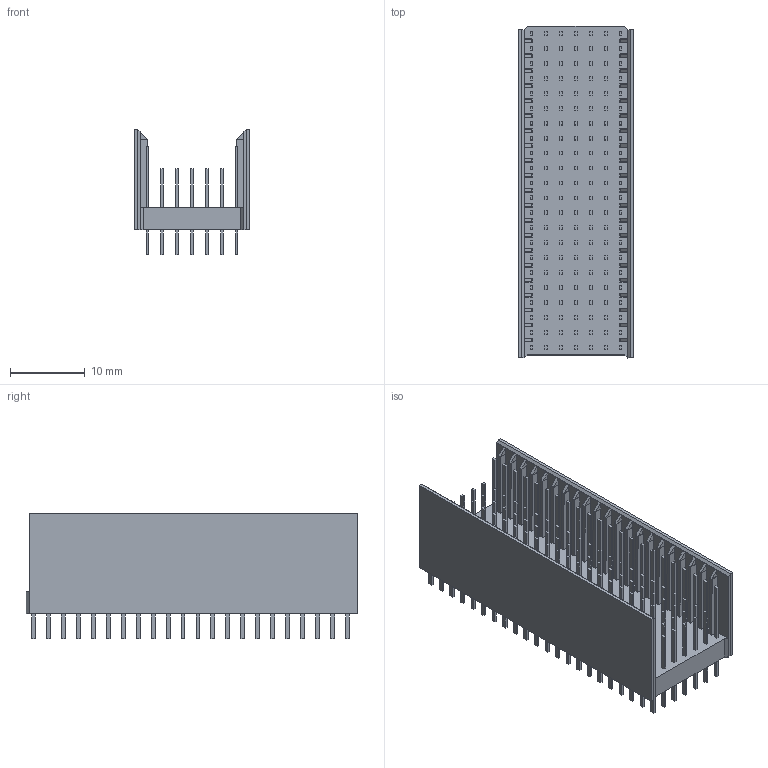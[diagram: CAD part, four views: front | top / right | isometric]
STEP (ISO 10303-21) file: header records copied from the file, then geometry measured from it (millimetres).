
FILE_DESCRIPTION((''),'2;1');
FILE_NAME('FCI_HM2P70PDE121N9LF.stp','2011-11-07T11:54:24',(''),(''),'Mechanical Desktop 2011','Mechanical Desktop 2011',', , ');
FILE_SCHEMA(('AUTOMOTIVE_DESIGN { 1 2 10303 214 1 1 1 1 }'));
Length unit declared in the file: millimetre
Products named in the file (1): Product
Bounding box: 15.4 x 44.4 x 16.75 mm (x, y, z)
Volume: 3179.9 mm3; surface area: 12471 mm2
Topology: 399 solids, 399 shells, 2356 faces, 4674 edges, 3116 vertices
Faces by surface type: plane 2134, bspline 222
Entity records: 59059 total; most frequent: CARTESIAN_POINT 10813, ORIENTED_EDGE 9348, DIRECTION 8944, VECTOR 4674, LINE 4674, EDGE_CURVE 4674, VERTEX_POINT 3116, EDGE_LOOP 2356
